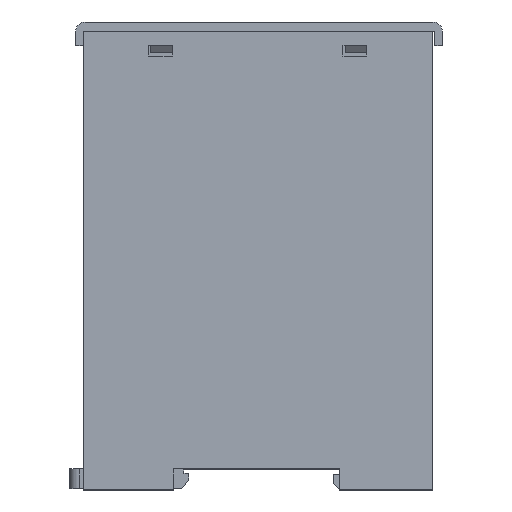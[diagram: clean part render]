
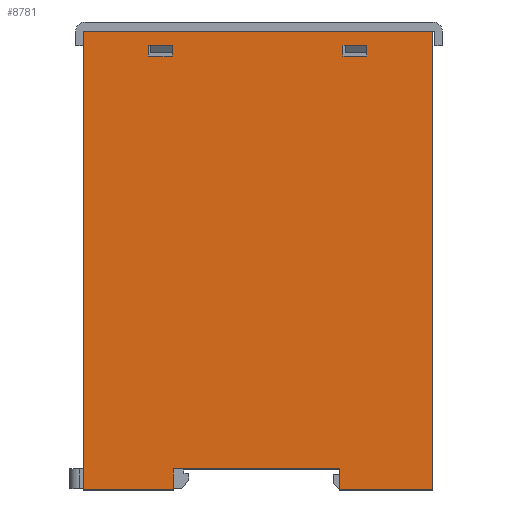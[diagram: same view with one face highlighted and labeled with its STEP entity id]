
A CAD part, top view. The second image highlights one B-rep face of the part: STEP entity #8781.
In plain terms, the highlighted face is planar.
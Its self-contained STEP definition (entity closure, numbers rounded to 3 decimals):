
#76 = LINE ( 'NONE', #3380, #8348 ) ;
#351 = VERTEX_POINT ( 'NONE', #9215 ) ;
#427 = EDGE_CURVE ( 'NONE', #3094, #6063, #11173, .T. ) ;
#553 = DIRECTION ( 'NONE',  ( 0., 0., -1. ) ) ;
#681 = CARTESIAN_POINT ( 'NONE',  ( -41.6, 13., -23.3 ) ) ;
#824 = ORIENTED_EDGE ( 'NONE', *, *, #3803, .T. ) ;
#911 = CARTESIAN_POINT ( 'NONE',  ( -41.6, 13., -18.2 ) ) ;
#1152 = VECTOR ( 'NONE', #8051, 1000. ) ;
#1187 = VECTOR ( 'NONE', #10626, 1000. ) ;
#1331 = DIRECTION ( 'NONE',  ( 0., 0., 1. ) ) ;
#1452 = EDGE_LOOP ( 'NONE', ( #5490, #7915, #4007, #7156 ) ) ;
#1458 = CARTESIAN_POINT ( 'NONE',  ( -46.9, 13., 37.5 ) ) ;
#1605 = DIRECTION ( 'NONE',  ( 0., 0., 1. ) ) ;
#1610 = CARTESIAN_POINT ( 'NONE',  ( 51.4, 13., -37.5 ) ) ;
#1616 = DIRECTION ( 'NONE',  ( 1., 0., 0. ) ) ;
#1638 = DIRECTION ( 'NONE',  ( -1., 0., 0. ) ) ;
#1777 = EDGE_CURVE ( 'NONE', #8766, #7495, #3220, .T. ) ;
#1834 = VECTOR ( 'NONE', #5586, 1000. ) ;
#1860 = DIRECTION ( 'NONE',  ( -1., 0., 0. ) ) ;
#2047 = CARTESIAN_POINT ( 'NONE',  ( 51.4, 13., -37.5 ) ) ;
#2065 = DIRECTION ( 'NONE',  ( 1., 0., 0. ) ) ;
#2089 = VECTOR ( 'NONE', #10901, 1000. ) ;
#2286 = EDGE_CURVE ( 'NONE', #2481, #7860, #8774, .T. ) ;
#2331 = EDGE_CURVE ( 'NONE', #8591, #6896, #8717, .T. ) ;
#2351 = CARTESIAN_POINT ( 'NONE',  ( -43.9, 13., -18.2 ) ) ;
#2481 = VERTEX_POINT ( 'NONE', #3062 ) ;
#2578 = VECTOR ( 'NONE', #10461, 1000. ) ;
#2881 = ORIENTED_EDGE ( 'NONE', *, *, #5009, .T. ) ;
#2908 = VERTEX_POINT ( 'NONE', #7403 ) ;
#3062 = CARTESIAN_POINT ( 'NONE',  ( 51.4, 13., 18.2 ) ) ;
#3094 = VERTEX_POINT ( 'NONE', #4167 ) ;
#3111 = LINE ( 'NONE', #5775, #6917 ) ;
#3158 = DIRECTION ( 'NONE',  ( 0., 0., -1. ) ) ;
#3164 = VERTEX_POINT ( 'NONE', #3714 ) ;
#3220 = LINE ( 'NONE', #9265, #2089 ) ;
#3321 = CARTESIAN_POINT ( 'NONE',  ( 51.4, 13., 37.5 ) ) ;
#3352 = VECTOR ( 'NONE', #2065, 1000. ) ;
#3380 = CARTESIAN_POINT ( 'NONE',  ( -46.9, 13., 37.5 ) ) ;
#3388 = VERTEX_POINT ( 'NONE', #8970 ) ;
#3714 = CARTESIAN_POINT ( 'NONE',  ( 46.9, 13., -17.5 ) ) ;
#3755 = FACE_OUTER_BOUND ( 'NONE', #7022, .T. ) ;
#3803 = EDGE_CURVE ( 'NONE', #7495, #10060, #10016, .T. ) ;
#3832 = ORIENTED_EDGE ( 'NONE', *, *, #427, .T. ) ;
#3848 = VECTOR ( 'NONE', #1331, 1000. ) ;
#3929 = FACE_BOUND ( 'NONE', #1452, .T. ) ;
#4007 = ORIENTED_EDGE ( 'NONE', *, *, #4478, .T. ) ;
#4012 = VECTOR ( 'NONE', #1638, 1000. ) ;
#4125 = ORIENTED_EDGE ( 'NONE', *, *, #10779, .T. ) ;
#4167 = CARTESIAN_POINT ( 'NONE',  ( -43.9, 13., 18.4 ) ) ;
#4224 = EDGE_CURVE ( 'NONE', #8766, #3388, #4973, .T. ) ;
#4424 = LINE ( 'NONE', #5335, #2578 ) ;
#4474 = CARTESIAN_POINT ( 'NONE',  ( 0., 13., -18.2 ) ) ;
#4473 = VECTOR ( 'NONE', #4932, 1000. ) ;
#4478 = EDGE_CURVE ( 'NONE', #6050, #10406, #4736, .T. ) ;
#4585 = EDGE_LOOP ( 'NONE', ( #2881, #6741, #3832, #8062 ) ) ;
#4599 = ORIENTED_EDGE ( 'NONE', *, *, #6791, .F. ) ;
#4736 = LINE ( 'NONE', #7393, #3352 ) ;
#4797 = CARTESIAN_POINT ( 'NONE',  ( -41.6, 13., 0. ) ) ;
#4932 = DIRECTION ( 'NONE',  ( 0., 0., 1. ) ) ;
#4940 = AXIS2_PLACEMENT_3D ( 'NONE', #9066, #10698, #7205 ) ;
#4973 = LINE ( 'NONE', #1610, #9700 ) ;
#5009 = EDGE_CURVE ( 'NONE', #2908, #351, #9348, .T. ) ;
#5186 = CARTESIAN_POINT ( 'NONE',  ( -41.6, 13., 0. ) ) ;
#5335 = CARTESIAN_POINT ( 'NONE',  ( 46.9, 13., 37.5 ) ) ;
#5446 = CARTESIAN_POINT ( 'NONE',  ( -46.9, 13., 37.5 ) ) ;
#5490 = ORIENTED_EDGE ( 'NONE', *, *, #2331, .T. ) ;
#5586 = DIRECTION ( 'NONE',  ( -1., 0., 0. ) ) ;
#5617 = EDGE_CURVE ( 'NONE', #10406, #8591, #8015, .T. ) ;
#5768 = EDGE_CURVE ( 'NONE', #7860, #3164, #4424, .T. ) ;
#5775 = CARTESIAN_POINT ( 'NONE',  ( -43.9, 13., 0. ) ) ;
#5864 = LINE ( 'NONE', #3321, #9102 ) ;
#6032 = DIRECTION ( 'NONE',  ( 0., 0., 1. ) ) ;
#6050 = VERTEX_POINT ( 'NONE', #6905 ) ;
#6063 = VERTEX_POINT ( 'NONE', #8659 ) ;
#6220 = CARTESIAN_POINT ( 'NONE',  ( 51.4, 13., 18.2 ) ) ;
#6286 = LINE ( 'NONE', #5186, #1152 ) ;
#6335 = EDGE_CURVE ( 'NONE', #6896, #6050, #3111, .T. ) ;
#6351 = ORIENTED_EDGE ( 'NONE', *, *, #5768, .T. ) ;
#6741 = ORIENTED_EDGE ( 'NONE', *, *, #7888, .T. ) ;
#6791 = EDGE_CURVE ( 'NONE', #2481, #8375, #5864, .T. ) ;
#6896 = VERTEX_POINT ( 'NONE', #2351 ) ;
#6905 = CARTESIAN_POINT ( 'NONE',  ( -43.9, 13., -23.3 ) ) ;
#6917 = VECTOR ( 'NONE', #553, 1000. ) ;
#6938 = DIRECTION ( 'NONE',  ( 1., 0., 0. ) ) ;
#6949 = CARTESIAN_POINT ( 'NONE',  ( 46.9, 13., 18.2 ) ) ;
#6963 = EDGE_CURVE ( 'NONE', #6063, #2908, #6286, .T. ) ;
#7022 = EDGE_LOOP ( 'NONE', ( #4125, #4599, #7660, #6351, #9820, #9622, #8995, #824 ) ) ;
#7156 = ORIENTED_EDGE ( 'NONE', *, *, #5617, .T. ) ;
#7205 = DIRECTION ( 'NONE',  ( 0., 0., -1. ) ) ;
#7280 = LINE ( 'NONE', #10656, #1834 ) ;
#7390 = CARTESIAN_POINT ( 'NONE',  ( 51.4, 13., 37.5 ) ) ;
#7393 = CARTESIAN_POINT ( 'NONE',  ( 0., 13., -23.3 ) ) ;
#7402 = CARTESIAN_POINT ( 'NONE',  ( -43.9, 13., 0. ) ) ;
#7403 = CARTESIAN_POINT ( 'NONE',  ( -41.6, 13., 23.5 ) ) ;
#7495 = VERTEX_POINT ( 'NONE', #10743 ) ;
#7544 = CARTESIAN_POINT ( 'NONE',  ( 0., 13., 23.5 ) ) ;
#7660 = ORIENTED_EDGE ( 'NONE', *, *, #2286, .T. ) ;
#7860 = VERTEX_POINT ( 'NONE', #6949 ) ;
#7888 = EDGE_CURVE ( 'NONE', #351, #3094, #9886, .T. ) ;
#7915 = ORIENTED_EDGE ( 'NONE', *, *, #6335, .T. ) ;
#8015 = LINE ( 'NONE', #4797, #3848 ) ;
#8051 = DIRECTION ( 'NONE',  ( 0., 0., 1. ) ) ;
#8062 = ORIENTED_EDGE ( 'NONE', *, *, #6963, .T. ) ;
#8348 = VECTOR ( 'NONE', #6938, 1000. ) ;
#8375 = VERTEX_POINT ( 'NONE', #7390 ) ;
#8591 = VERTEX_POINT ( 'NONE', #911 ) ;
#8659 = CARTESIAN_POINT ( 'NONE',  ( -41.6, 13., 18.4 ) ) ;
#8717 = LINE ( 'NONE', #4474, #9496 ) ;
#8766 = VERTEX_POINT ( 'NONE', #2047 ) ;
#8774 = LINE ( 'NONE', #6220, #1187 ) ;
#8781 = ADVANCED_FACE ( 'NONE', ( #3929, #9794, #3755 ), #9014, .F. ) ;
#8970 = CARTESIAN_POINT ( 'NONE',  ( 51.4, 13., -17.5 ) ) ;
#8995 = ORIENTED_EDGE ( 'NONE', *, *, #1777, .T. ) ;
#9014 = PLANE ( 'NONE',  #4940 ) ;
#9066 = CARTESIAN_POINT ( 'NONE',  ( 0., 13., 0. ) ) ;
#9102 = VECTOR ( 'NONE', #1605, 1000. ) ;
#9215 = CARTESIAN_POINT ( 'NONE',  ( -43.9, 13., 23.5 ) ) ;
#9265 = CARTESIAN_POINT ( 'NONE',  ( -46.9, 13., -37.5 ) ) ;
#9348 = LINE ( 'NONE', #7544, #4012 ) ;
#9404 = VECTOR ( 'NONE', #1616, 1000. ) ;
#9429 = CARTESIAN_POINT ( 'NONE',  ( 0., 13., 18.4 ) ) ;
#9496 = VECTOR ( 'NONE', #1860, 1000. ) ;
#9601 = EDGE_CURVE ( 'NONE', #3388, #3164, #7280, .T. ) ;
#9622 = ORIENTED_EDGE ( 'NONE', *, *, #4224, .F. ) ;
#9700 = VECTOR ( 'NONE', #6032, 1000. ) ;
#9794 = FACE_BOUND ( 'NONE', #4585, .T. ) ;
#9806 = VECTOR ( 'NONE', #3158, 1000. ) ;
#9820 = ORIENTED_EDGE ( 'NONE', *, *, #9601, .F. ) ;
#9886 = LINE ( 'NONE', #7402, #9806 ) ;
#10016 = LINE ( 'NONE', #1458, #4473 ) ;
#10060 = VERTEX_POINT ( 'NONE', #5446 ) ;
#10406 = VERTEX_POINT ( 'NONE', #681 ) ;
#10461 = DIRECTION ( 'NONE',  ( 0., 0., -1. ) ) ;
#10626 = DIRECTION ( 'NONE',  ( -1., 0., 0. ) ) ;
#10656 = CARTESIAN_POINT ( 'NONE',  ( 51.4, 13., -17.5 ) ) ;
#10698 = DIRECTION ( 'NONE',  ( 0., -1., 0. ) ) ;
#10743 = CARTESIAN_POINT ( 'NONE',  ( -46.9, 13., -37.5 ) ) ;
#10779 = EDGE_CURVE ( 'NONE', #10060, #8375, #76, .T. ) ;
#10901 = DIRECTION ( 'NONE',  ( -1., 0., 0. ) ) ;
#11173 = LINE ( 'NONE', #9429, #9404 ) ;
